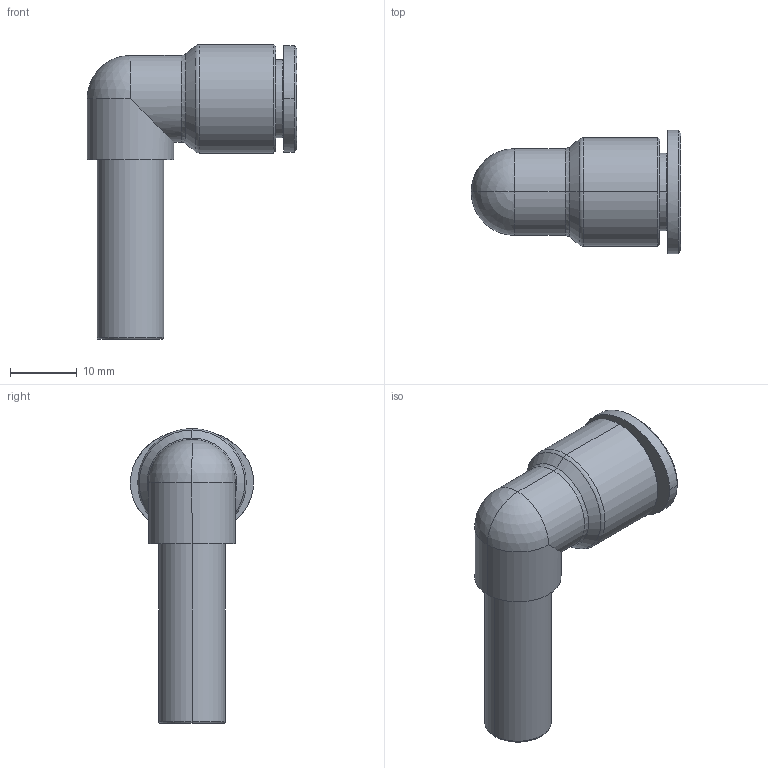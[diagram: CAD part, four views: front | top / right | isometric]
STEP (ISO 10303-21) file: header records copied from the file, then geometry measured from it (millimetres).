
FILE_DESCRIPTION((''),'2;1');
FILE_NAME('GPLJ_10(3D).stp','2012-12-21T10:27:31',(''),(''),'Mechanical Desktop.R8.0.24.0','Mechanical Desktop.R8.0.24.0',', , ');
FILE_SCHEMA(('CONFIG_CONTROL_DESIGN'));
Length unit declared in the file: millimetre
Products named in the file (2): GPLJ_10(3D); ºÎÇ°1
Assembly tree (1 placements, depth 2):
  GPLJ_10(3D)
    ºÎÇ°1
Bounding box: 31.5 x 18.5 x 44.3 mm (x, y, z)
Volume: 4300.9 mm3; surface area: 4484.4 mm2
Topology: 1 solids, 1 shells, 424 faces, 1200 edges, 792 vertices
Faces by surface type: plane 383, cylinder 15, bspline 10, cone 10, torus 4, sphere 2
Entity records: 14014 total; most frequent: CARTESIAN_POINT 2927, ORIENTED_EDGE 2396, DIRECTION 2071, EDGE_CURVE 1198, VECTOR 1127, LINE 1127, VERTEX_POINT 792, AXIS2_PLACEMENT_3D 472
